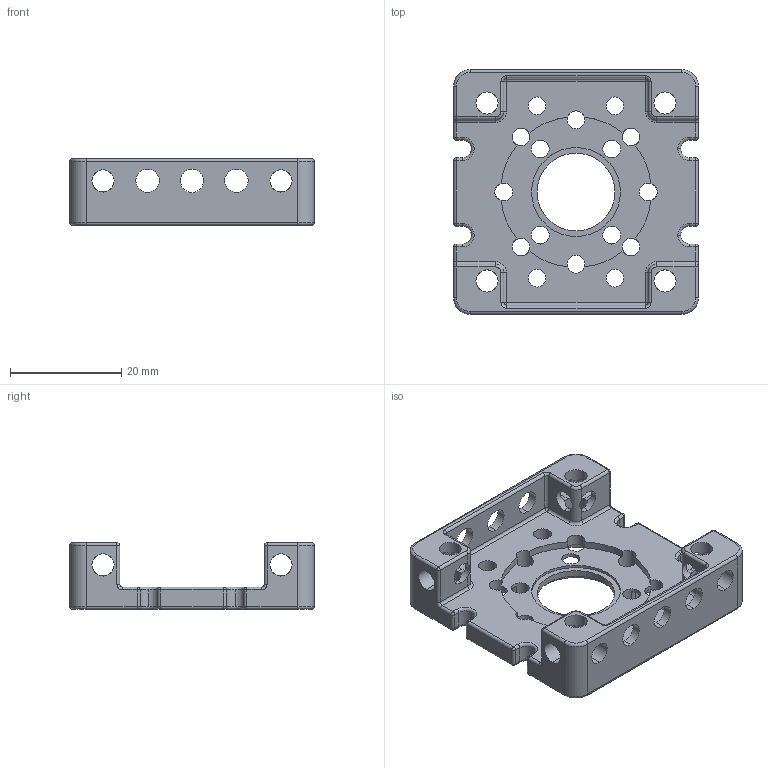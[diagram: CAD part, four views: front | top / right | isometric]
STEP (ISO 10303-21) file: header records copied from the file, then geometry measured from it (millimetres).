
FILE_DESCRIPTION (( 'STEP AP214' ), '1' );
FILE_NAME ('New 07-0010-3DP.STEP', '2025-11-27T12:07:27', ( '' ), ( '' ), 'SwSTEP 2.0', 'SolidWorks 2025', '' );
FILE_SCHEMA (( 'AUTOMOTIVE_DESIGN' ));
Length unit declared in the file: millimetre
Products named in the file (1): New 07-0010-3DP
Bounding box: 44 x 44 x 12 mm (x, y, z)
Volume: 7549.9 mm3; surface area: 7113.5 mm2
Topology: 1 solids, 1 shells, 303 faces, 862 edges, 508 vertices
Faces by surface type: cylinder 206, plane 37, torus 36, sphere 24
Entity records: 13296 total; most frequent: CARTESIAN_POINT 1978, DIRECTION 1798, ORIENTED_EDGE 1676, EDGE_CURVE 838, AXIS2_PLACEMENT_3D 744, VERTEX_POINT 508, CIRCLE 440, EDGE_LOOP 360
